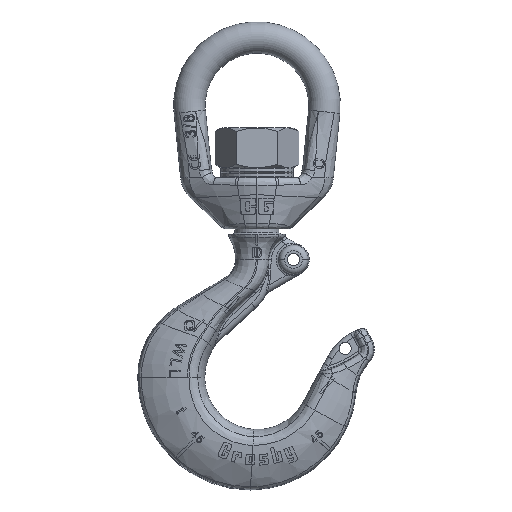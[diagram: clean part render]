
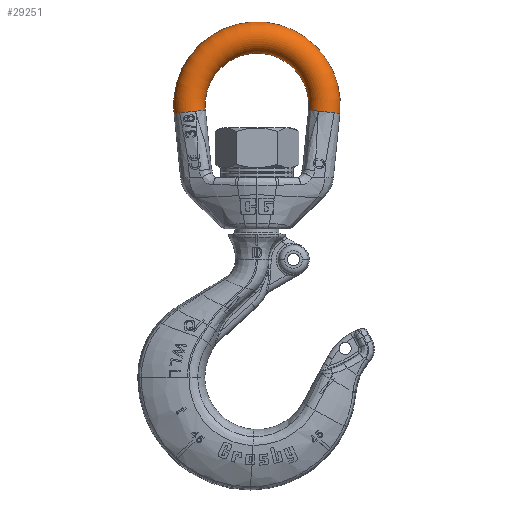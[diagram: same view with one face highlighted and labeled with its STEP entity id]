
A CAD part, top view. The second image highlights one B-rep face of the part: STEP entity #29251.
In plain terms, the highlighted toroidal (fillet/blend) face has major radius 20.701 mm and minor radius 4.826 mm.
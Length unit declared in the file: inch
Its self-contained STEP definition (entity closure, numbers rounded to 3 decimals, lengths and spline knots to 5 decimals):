
#1773=CARTESIAN_POINT('',(0.74043,-0.69931,
0.1763));
#2283=CARTESIAN_POINT('',(-0.81093,-0.70638,0.));
#2284=DIRECTION('',(-0.1,0.995,0.));
#2285=DIRECTION('',(-0.647,-0.065,0.76));
#2286=AXIS2_PLACEMENT_3D('',#2283,#2284,#2285);
#3581=CARTESIAN_POINT('',(-0.81093,-0.70638,0.));
#3582=DIRECTION('',(-0.1,0.995,0.));
#3583=DIRECTION('',(0.371,0.037,0.928));
#3584=AXIS2_PLACEMENT_3D('',#3581,#3582,#3583);
#3596=CARTESIAN_POINT('',(0.74043,-0.69931,
0.1763));
#3597=CARTESIAN_POINT('',(0.73883,-0.69913,
0.17565));
#3598=CARTESIAN_POINT('',(0.73567,-0.69879,
0.17432));
#3599=CARTESIAN_POINT('',(0.73102,-0.69821,
0.17221));
#3600=CARTESIAN_POINT('',(0.72796,-0.69788,
0.17073));
#3601=CARTESIAN_POINT('',(0.72645,-0.69772,
0.16997));
#3606=CARTESIAN_POINT('',(0.72645,-0.69772,
0.16997));
#3607=CARTESIAN_POINT('',(0.72562,-0.69764,
0.16955));
#3608=CARTESIAN_POINT('',(0.72399,-0.69749,
0.16872));
#3609=CARTESIAN_POINT('',(0.72163,-0.69731,
0.16747));
#3610=CARTESIAN_POINT('',(0.72011,-0.69722,
0.16664));
#3611=CARTESIAN_POINT('',(0.71937,-0.69719,
0.16623));
#3616=CARTESIAN_POINT('',(0.71937,-0.69719,
0.16623));
#3617=CARTESIAN_POINT('',(0.71626,-0.69718,
0.16452));
#3618=CARTESIAN_POINT('',(0.71016,-0.69701,
0.16092));
#3619=CARTESIAN_POINT('',(0.70128,-0.69689,
0.15501));
#3620=CARTESIAN_POINT('',(0.69292,-0.69535,
0.14863));
#3621=CARTESIAN_POINT('',(0.6876,-0.69433,
0.14407));
#3622=CARTESIAN_POINT('',(0.68501,-0.69374,
0.14172));
#3627=CARTESIAN_POINT('',(0.68501,-0.69374,
0.14172));
#3628=CARTESIAN_POINT('',(0.68425,-0.6936,
0.14103));
#3629=CARTESIAN_POINT('',(0.68269,-0.69334,
0.13961));
#3630=CARTESIAN_POINT('',(0.68031,-0.69302,
0.13735));
#3631=CARTESIAN_POINT('',(0.67869,-0.69284,
0.13576));
#3632=CARTESIAN_POINT('',(0.67788,-0.69276,
0.13495));
#3637=CARTESIAN_POINT('',(0.67788,-0.69276,
0.13495));
#3638=CARTESIAN_POINT('',(0.67349,-0.69246,
0.1306));
#3639=CARTESIAN_POINT('',(0.66514,-0.69181,
0.12145));
#3640=CARTESIAN_POINT('',(0.65404,-0.69064,
0.10655));
#3641=CARTESIAN_POINT('',(0.6444,-0.68959,
0.09058));
#3642=CARTESIAN_POINT('',(0.63633,-0.68884,
0.07365));
#3643=CARTESIAN_POINT('',(0.62994,-0.68822,
0.05596));
#3644=CARTESIAN_POINT('',(0.62531,-0.68772,
0.03763));
#3645=CARTESIAN_POINT('',(0.6225,-0.68744,
0.0189));
#3646=CARTESIAN_POINT('',(0.62188,-0.68739,
0.0063));
#3647=CARTESIAN_POINT('',(0.62188,-0.68741,0.));
#3652=CARTESIAN_POINT('',(0.,-0.625,0.));
#3653=DIRECTION('',(0.,0.,1.));
#3654=DIRECTION('',(0.995,-0.1,0.));
#3655=AXIS2_PLACEMENT_3D('',#3652,#3653,#3654);
#3660=CARTESIAN_POINT('',(0.,-0.625,0.));
#3661=DIRECTION('',(0.,0.,1.));
#3662=DIRECTION('',(-0.995,0.1,0.));
#3663=AXIS2_PLACEMENT_3D('',#3660,#3661,#3662);
#3668=CARTESIAN_POINT('',(0.,-0.625,0.));
#3669=DIRECTION('',(0.,0.,-1.));
#3670=DIRECTION('',(-0.995,-0.1,0.));
#3671=AXIS2_PLACEMENT_3D('',#3668,#3669,#3670);
#3676=CARTESIAN_POINT('',(0.,-0.625,0.));
#3677=DIRECTION('',(0.,0.,-1.));
#3678=DIRECTION('',(-0.995,0.1,0.));
#3679=AXIS2_PLACEMENT_3D('',#3676,#3677,#3678);
#3684=CARTESIAN_POINT('',(0.99998,-0.72535,0.));
#3685=CARTESIAN_POINT('',(0.99998,-0.72535,
0.01366));
#3686=CARTESIAN_POINT('',(0.99703,-0.72506,
0.04099));
#3687=CARTESIAN_POINT('',(0.98398,-0.72375,
0.08009));
#3688=CARTESIAN_POINT('',(0.96291,-0.72164,
0.11547));
#3689=CARTESIAN_POINT('',(0.94416,-0.71975,
0.13548));
#3690=CARTESIAN_POINT('',(0.93383,-0.71871,
0.14437));
#3695=CARTESIAN_POINT('',(0.93383,-0.71871,
0.14437));
#3696=CARTESIAN_POINT('',(0.92908,-0.71827,
0.14845));
#3697=CARTESIAN_POINT('',(0.91917,-0.71731,
0.15615));
#3698=CARTESIAN_POINT('',(0.90324,-0.71571,
0.16616));
#3699=CARTESIAN_POINT('',(0.88642,-0.71396,
0.17453));
#3700=CARTESIAN_POINT('',(0.86886,-0.71227,
0.18118));
#3701=CARTESIAN_POINT('',(0.85077,-0.71048,
0.18605));
#3702=CARTESIAN_POINT('',(0.83232,-0.70847,
0.18909));
#3703=CARTESIAN_POINT('',(0.81362,-0.70676,
0.19029));
#3704=CARTESIAN_POINT('',(0.79489,-0.7048,
0.18963));
#3705=CARTESIAN_POINT('',(0.7763,-0.70284,
0.1871));
#3706=CARTESIAN_POINT('',(0.75804,-0.70111,
0.18274));
#3707=CARTESIAN_POINT('',(0.74622,-0.6999,
0.17864));
#3708=CARTESIAN_POINT('',(0.74043,-0.69931,
0.1763));
#4823=CARTESIAN_POINT('',(-0.99998,-0.72535,0.));
#4824=CARTESIAN_POINT('',(-0.99998,-0.72535,
0.01366));
#4825=CARTESIAN_POINT('',(-0.99703,-0.72506,
0.04099));
#4826=CARTESIAN_POINT('',(-0.98398,-0.72375,
0.08009));
#4827=CARTESIAN_POINT('',(-0.96291,-0.72163,
0.11547));
#4828=CARTESIAN_POINT('',(-0.94416,-0.71975,
0.13548));
#4829=CARTESIAN_POINT('',(-0.93383,-0.71871,
0.14437));
#4834=CARTESIAN_POINT('',(-0.93383,-0.71871,
0.14437));
#25140=VERTEX_POINT('',#1773);
#25141=VERTEX_POINT('',#3695);
#25183=VERTEX_POINT('',#4834);
#25184=CARTESIAN_POINT('',(-0.74043,-0.69931,
0.1763));
#25185=VERTEX_POINT('',#25184);
#25252=CARTESIAN_POINT('',(-0.62188,-0.68741,0.));
#25253=VERTEX_POINT('',#25252);
#25254=VERTEX_POINT('',#3637);
#25255=VERTEX_POINT('',#3647);
#25256=VERTEX_POINT('',#3627);
#25257=VERTEX_POINT('',#3616);
#25258=VERTEX_POINT('',#3606);
#25259=CARTESIAN_POINT('',(-0.62188,-0.56259,0.));
#25260=VERTEX_POINT('',#25259);
#25261=VERTEX_POINT('',#4823);
#25262=CARTESIAN_POINT('',(-0.99998,-0.52465,0.));
#25263=CARTESIAN_POINT('',(0.99998,-0.72535,0.));
#25264=VERTEX_POINT('',#25262);
#25265=VERTEX_POINT('',#25263);
#29219=CARTESIAN_POINT('',(0.,-0.625,0.));
#29220=DIRECTION('',(0.,0.,1.));
#29221=DIRECTION('',(-0.995,0.1,0.));
#29222=AXIS2_PLACEMENT_3D('',#29219,#29220,#29221);
#29223=TOROIDAL_SURFACE('',#29222,0.815,0.19);
#29225=ORIENTED_EDGE('',*,*,#29224,.T.);
#29227=ORIENTED_EDGE('',*,*,#29226,.T.);
#29229=ORIENTED_EDGE('',*,*,#29228,.T.);
#29231=ORIENTED_EDGE('',*,*,#29230,.T.);
#29233=ORIENTED_EDGE('',*,*,#29232,.T.);
#29235=ORIENTED_EDGE('',*,*,#29234,.T.);
#29237=ORIENTED_EDGE('',*,*,#29236,.T.);
#29238=ORIENTED_EDGE('',*,*,#29212,.F.);
#29239=ORIENTED_EDGE('',*,*,#28536,.F.);
#29241=ORIENTED_EDGE('',*,*,#29240,.F.);
#29243=ORIENTED_EDGE('',*,*,#29242,.T.);
#29245=ORIENTED_EDGE('',*,*,#29244,.T.);
#29247=ORIENTED_EDGE('',*,*,#29246,.T.);
#29248=ORIENTED_EDGE('',*,*,#27617,.T.);
#29249=EDGE_LOOP('',(#29225,#29227,#29229,#29231,#29233,#29235,#29237,#29238,
#29239,#29241,#29243,#29245,#29247,#29248));
#29250=FACE_OUTER_BOUND('',#29249,.F.);
#2287=CIRCLE('',#2286,0.19);
#3585=CIRCLE('',#3584,0.19);
#3602=B_SPLINE_CURVE_WITH_KNOTS('',3,(#3596,#3597,#3598,#3599,#3600,#3601),
.UNSPECIFIED.,.F.,.F.,(4,1,1,4),(0.,0.33333,0.66667,1.),
.UNSPECIFIED.);
#3612=B_SPLINE_CURVE_WITH_KNOTS('',3,(#3606,#3607,#3608,#3609,#3610,#3611),
.UNSPECIFIED.,.F.,.F.,(4,1,1,4),(0.,0.33333,0.66667,1.),
.UNSPECIFIED.);
#3623=B_SPLINE_CURVE_WITH_KNOTS('',3,(#3616,#3617,#3618,#3619,#3620,#3621,
#3622),.UNSPECIFIED.,.F.,.F.,(4,1,1,1,4),(0.,0.25,0.5,0.75,1.),
.UNSPECIFIED.);
#3633=B_SPLINE_CURVE_WITH_KNOTS('',3,(#3627,#3628,#3629,#3630,#3631,#3632),
.UNSPECIFIED.,.F.,.F.,(4,1,1,4),(0.,0.33333,0.66667,1.),
.UNSPECIFIED.);
#3648=B_SPLINE_CURVE_WITH_KNOTS('',3,(#3637,#3638,#3639,#3640,#3641,#3642,#3643,
#3644,#3645,#3646,#3647),.UNSPECIFIED.,.F.,.F.,(4,1,1,1,1,1,1,1,4),(0.,
0.125,0.25,0.375,0.5,0.625,0.75,0.875,1.),.UNSPECIFIED.);
#3656=CIRCLE('',#3655,0.625);
#3664=CIRCLE('',#3663,0.625);
#3672=CIRCLE('',#3671,1.005);
#3680=CIRCLE('',#3679,1.005);
#3691=B_SPLINE_CURVE_WITH_KNOTS('',3,(#3684,#3685,#3686,#3687,#3688,#3689,
#3690),.UNSPECIFIED.,.F.,.F.,(4,1,1,1,4),(0.,0.25,
0.5,0.75,1.),.UNSPECIFIED.);
#3709=B_SPLINE_CURVE_WITH_KNOTS('',3,(#3695,#3696,#3697,#3698,#3699,#3700,#3701,
#3702,#3703,#3704,#3705,#3706,#3707,#3708),.UNSPECIFIED.,.F.,.F.,(4,1,1,1,1,1,1,
1,1,1,1,4),(0.,0.09091,0.18182,0.27273,
0.36364,0.45455,0.54545,0.63636,
0.72727,0.81818,0.90909,1.),.UNSPECIFIED.);
#4830=B_SPLINE_CURVE_WITH_KNOTS('',3,(#4823,#4824,#4825,#4826,#4827,#4828,
#4829),.UNSPECIFIED.,.F.,.F.,(4,1,1,1,4),(0.,0.25,
0.5,0.75,1.),.UNSPECIFIED.);
#27617=EDGE_CURVE('',#25141,#25140,#3709,.T.);
#28536=EDGE_CURVE('',#25183,#25185,#2287,.T.);
#29212=EDGE_CURVE('',#25185,#25253,#3585,.T.);
#29224=EDGE_CURVE('',#25140,#25258,#3602,.T.);
#29226=EDGE_CURVE('',#25258,#25257,#3612,.T.);
#29228=EDGE_CURVE('',#25257,#25256,#3623,.T.);
#29230=EDGE_CURVE('',#25256,#25254,#3633,.T.);
#29232=EDGE_CURVE('',#25254,#25255,#3648,.T.);
#29234=EDGE_CURVE('',#25255,#25260,#3656,.T.);
#29236=EDGE_CURVE('',#25260,#25253,#3664,.T.);
#29240=EDGE_CURVE('',#25261,#25183,#4830,.T.);
#29242=EDGE_CURVE('',#25261,#25264,#3672,.T.);
#29244=EDGE_CURVE('',#25264,#25265,#3680,.T.);
#29246=EDGE_CURVE('',#25265,#25141,#3691,.T.);
#29251=ADVANCED_FACE('',(#29250),#29223,.T.);
